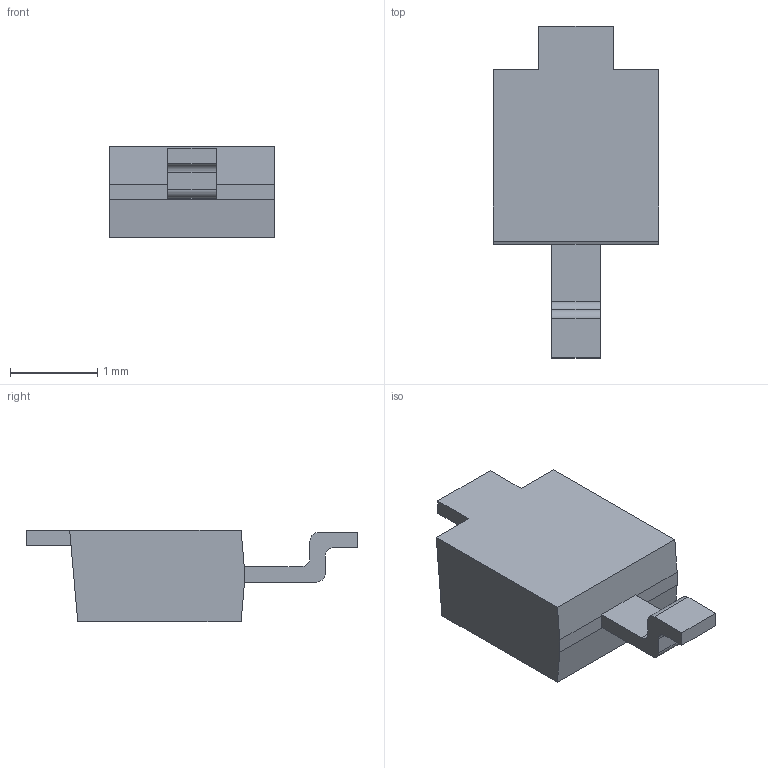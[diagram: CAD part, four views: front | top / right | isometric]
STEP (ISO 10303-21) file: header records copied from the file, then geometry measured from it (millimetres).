
FILE_DESCRIPTION((''),'2;1');
FILE_NAME('CD216A-BXX','2012-07-18T',('ryans'),('Bourns, Inc.'),'PRO/ENGINEER BY PARAMETRIC TECHNOLOGY CORPORATION, 2010100','PRO/ENGINEER BY PARAMETRIC TECHNOLOGY CORPORATION, 2010100','');
FILE_SCHEMA(('CONFIG_CONTROL_DESIGN'));
Length unit declared in the file: millimetre
Products named in the file (1): CD216A-BXX
Bounding box: 1.9 x 3.8 x 1.05 mm (x, y, z)
Volume: 4.1 mm3; surface area: 18.8 mm2
Topology: 1 solids, 1 shells, 25 faces, 69 edges, 46 vertices
Faces by surface type: plane 21, cylinder 4
Entity records: 829 total; most frequent: CARTESIAN_POINT 140, ORIENTED_EDGE 138, DIRECTION 127, EDGE_CURVE 69, VECTOR 61, LINE 61, VERTEX_POINT 46, AXIS2_PLACEMENT_3D 33
